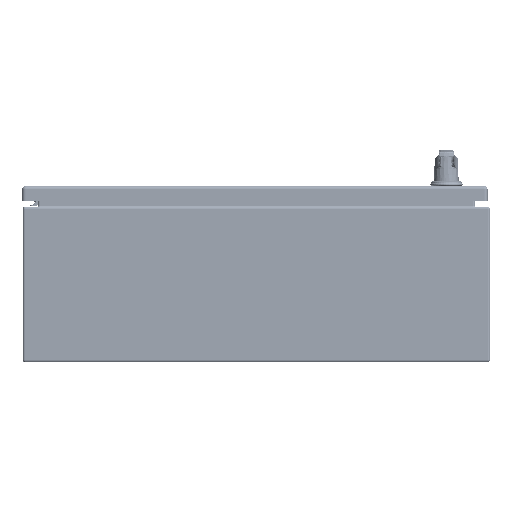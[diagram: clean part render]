
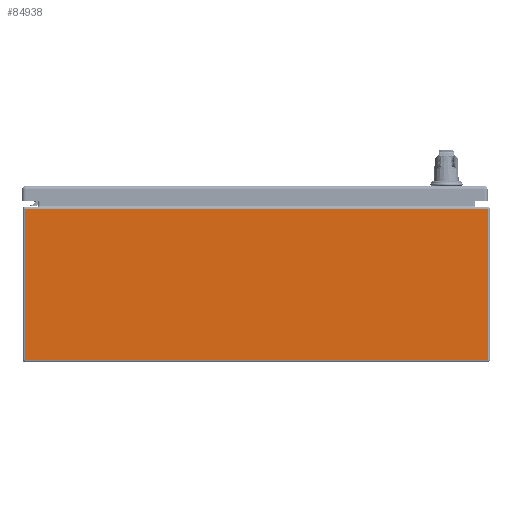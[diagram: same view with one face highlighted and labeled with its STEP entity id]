
A CAD part, front view. The second image highlights one B-rep face of the part: STEP entity #84938.
In plain terms, the highlighted planar face has unit normal (0, -1, 0).
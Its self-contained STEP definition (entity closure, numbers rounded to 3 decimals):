
#6934=LINE('',#121526,#12947);
#6935=LINE('',#121528,#12948);
#6936=LINE('',#121530,#12949);
#6937=LINE('',#121531,#12950);
#12947=VECTOR('',#99434,0.394);
#12948=VECTOR('',#99435,0.394);
#12949=VECTOR('',#99436,0.394);
#12950=VECTOR('',#99437,0.394);
#20123=FACE_OUTER_BOUND('',#25450,.T.);
#25450=EDGE_LOOP('',(#56709,#56710,#56711,#56712));
#35032=VERTEX_POINT('',#121521);
#35033=VERTEX_POINT('',#121525);
#35034=VERTEX_POINT('',#121527);
#35035=VERTEX_POINT('',#121529);
#43358=EDGE_CURVE('',#35032,#35033,#6934,.T.);
#43359=EDGE_CURVE('',#35034,#35032,#6935,.T.);
#43360=EDGE_CURVE('',#35035,#35034,#6936,.T.);
#43361=EDGE_CURVE('',#35033,#35035,#6937,.T.);
#56709=ORIENTED_EDGE('',*,*,#43358,.F.);
#56710=ORIENTED_EDGE('',*,*,#43359,.F.);
#56711=ORIENTED_EDGE('',*,*,#43360,.F.);
#56712=ORIENTED_EDGE('',*,*,#43361,.F.);
#83105=PLANE('',#91379);
#84938=ADVANCED_FACE('',(#20123),#83105,.F.);
#91379=AXIS2_PLACEMENT_3D('',#121524,#99432,#99433);
#99432=DIRECTION('center_axis',(0.,1.,0.));
#99433=DIRECTION('ref_axis',(1.,0.,0.));
#99434=DIRECTION('',(-1.,0.,0.));
#99435=DIRECTION('',(0.,0.,-1.));
#99436=DIRECTION('',(1.,0.,0.));
#99437=DIRECTION('',(0.,0.,1.));
#121521=CARTESIAN_POINT('',(11.879,-21.,0.121));
#121524=CARTESIAN_POINT('Origin',(0.,-21.,
4.017));
#121525=CARTESIAN_POINT('',(-11.879,-21.,0.121));
#121526=CARTESIAN_POINT('',(0.,-21.,0.121));
#121527=CARTESIAN_POINT('',(11.879,-21.,7.879));
#121528=CARTESIAN_POINT('',(11.879,-21.,4.017));
#121529=CARTESIAN_POINT('',(-11.879,-21.,7.879));
#121530=CARTESIAN_POINT('',(-7.914,-21.,7.879));
#121531=CARTESIAN_POINT('',(-11.879,-21.,4.017));
